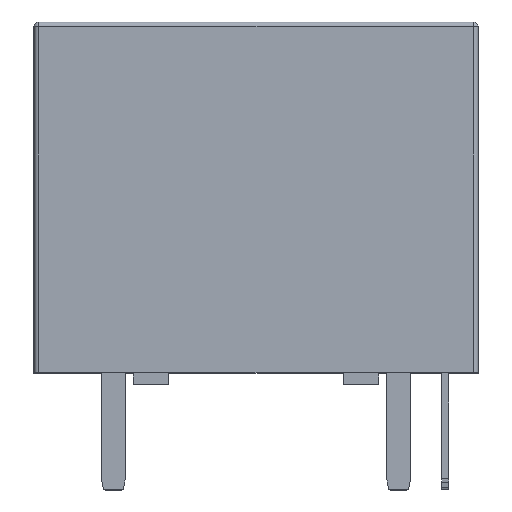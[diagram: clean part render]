
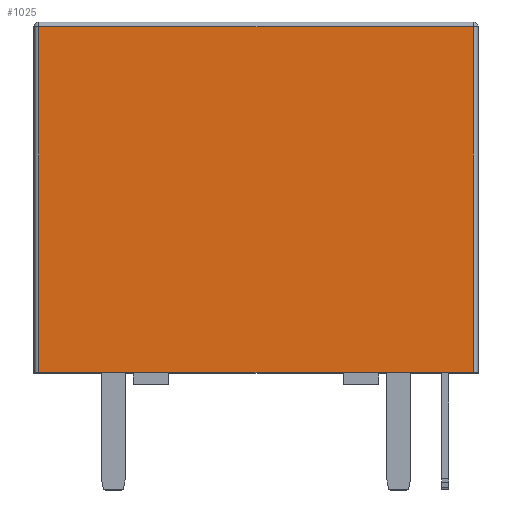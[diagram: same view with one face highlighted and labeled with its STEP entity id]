
A CAD part, top view. The second image highlights one B-rep face of the part: STEP entity #1025.
In plain terms, the highlighted planar face has unit normal (0, 0, 1).
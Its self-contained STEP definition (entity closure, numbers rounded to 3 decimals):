
#165 = DIRECTION ( 'NONE',  ( 0., 1., 0. ) ) ;
#183 = ORIENTED_EDGE ( 'NONE', *, *, #1754, .T. ) ;
#424 = LINE ( 'NONE', #2026, #2528 ) ;
#463 = AXIS2_PLACEMENT_3D ( 'NONE', #849, #824, #2209 ) ;
#476 = CARTESIAN_POINT ( 'NONE',  ( -9.3, 0.5, 7.75 ) ) ;
#616 = DIRECTION ( 'NONE',  ( 1., 0., 0. ) ) ;
#752 = LINE ( 'NONE', #1655, #1228 ) ;
#824 = DIRECTION ( 'NONE',  ( 0., 0., -1. ) ) ;
#849 = CARTESIAN_POINT ( 'NONE',  ( -9.5, 55.52, 7.75 ) ) ;
#945 = FACE_OUTER_BOUND ( 'NONE', #2881, .T. ) ;
#1025 = ADVANCED_FACE ( 'NONE', ( #945 ), #2226, .F. ) ;
#1122 = ORIENTED_EDGE ( 'NONE', *, *, #2885, .T. ) ;
#1212 = DIRECTION ( 'NONE',  ( -1., 0., 0. ) ) ;
#1228 = VECTOR ( 'NONE', #1212, 1000. ) ;
#1252 = CARTESIAN_POINT ( 'NONE',  ( 9.3, 15.3, 7.75 ) ) ;
#1348 = LINE ( 'NONE', #2768, #2699 ) ;
#1410 = CARTESIAN_POINT ( 'NONE',  ( -9.3, 15.3, 7.75 ) ) ;
#1432 = EDGE_CURVE ( 'NONE', #2941, #2021, #752, .T. ) ;
#1655 = CARTESIAN_POINT ( 'NONE',  ( -9.5, 15.3, 7.75 ) ) ;
#1674 = ORIENTED_EDGE ( 'NONE', *, *, #1432, .T. ) ;
#1684 = CARTESIAN_POINT ( 'NONE',  ( 9.3, 0.5, 7.75 ) ) ;
#1700 = EDGE_CURVE ( 'NONE', #2370, #1982, #424, .T. ) ;
#1754 = EDGE_CURVE ( 'NONE', #1982, #2941, #1348, .T. ) ;
#1982 = VERTEX_POINT ( 'NONE', #1684 ) ;
#2021 = VERTEX_POINT ( 'NONE', #1410 ) ;
#2024 = VECTOR ( 'NONE', #2163, 1000. ) ;
#2026 = CARTESIAN_POINT ( 'NONE',  ( -9.5, 0.5, 7.75 ) ) ;
#2089 = ORIENTED_EDGE ( 'NONE', *, *, #1700, .T. ) ;
#2163 = DIRECTION ( 'NONE',  ( 0., -1., 0. ) ) ;
#2209 = DIRECTION ( 'NONE',  ( -1., 0., 0. ) ) ;
#2226 = PLANE ( 'NONE',  #463 ) ;
#2370 = VERTEX_POINT ( 'NONE', #476 ) ;
#2501 = LINE ( 'NONE', #2837, #2024 ) ;
#2528 = VECTOR ( 'NONE', #616, 1000. ) ;
#2699 = VECTOR ( 'NONE', #165, 1000. ) ;
#2768 = CARTESIAN_POINT ( 'NONE',  ( 9.3, 55.52, 7.75 ) ) ;
#2837 = CARTESIAN_POINT ( 'NONE',  ( -9.3, 55.52, 7.75 ) ) ;
#2881 = EDGE_LOOP ( 'NONE', ( #1674, #1122, #2089, #183 ) ) ;
#2885 = EDGE_CURVE ( 'NONE', #2021, #2370, #2501, .T. ) ;
#2941 = VERTEX_POINT ( 'NONE', #1252 ) ;
